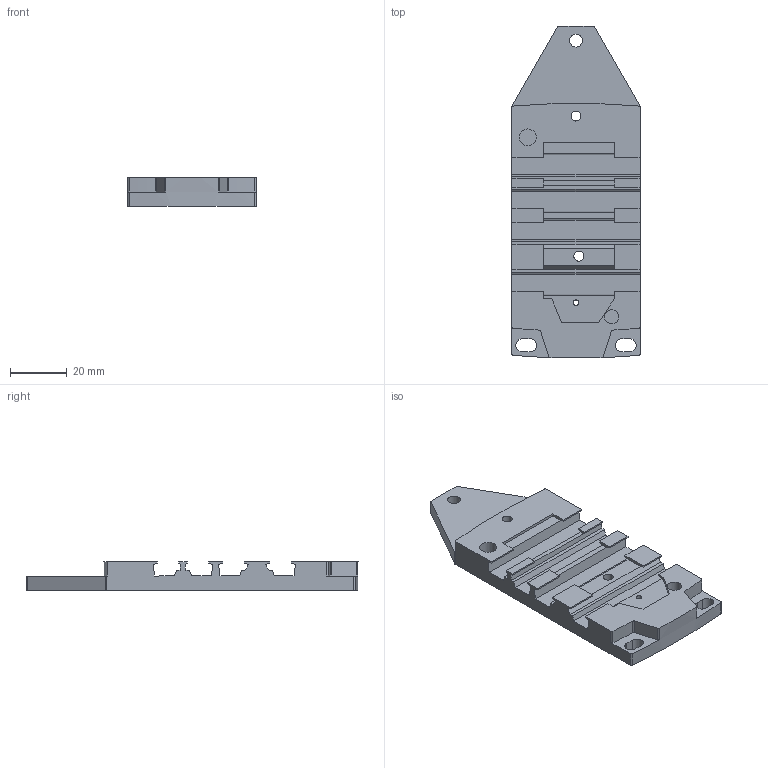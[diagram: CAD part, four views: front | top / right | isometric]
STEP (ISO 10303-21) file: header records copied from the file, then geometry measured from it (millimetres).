
FILE_DESCRIPTION(/* description */ ('Alibre Inc.'),/* implementation_level */ '2;1');
FILE_NAME(/* name */ 'export0',/* time_stamp */ '2018-05-30T08:22:51+02:00',/* author */ (''),/* organization */ (''),/* preprocessor_version */ 'ST-DEVELOPER v14',/* originating_system */ 'Alibre',/* authorisation */ '');
FILE_SCHEMA (('AUTOMOTIVE_DESIGN'));
Length unit declared in the file: centimetre
Bounding box: 45 x 116.63 x 10 mm (x, y, z)
Volume: 33599.8 mm3; surface area: 14351.4 mm2
Topology: 1 solids, 1 shells, 125 faces, 349 edges, 228 vertices
Faces by surface type: plane 96, cylinder 29
Full cylindrical faces by diameter (mm): 2.009 x1, 3.5 x2, 4.5 x1, 5 x1, 6 x1
Entity records: 3510 total; most frequent: ORIENTED_EDGE 682, CARTESIAN_POINT 604, DIRECTION 463, EDGE_CURVE 341, VECTOR 233, LINE 233, VERTEX_POINT 226, EDGE_LOOP 145
